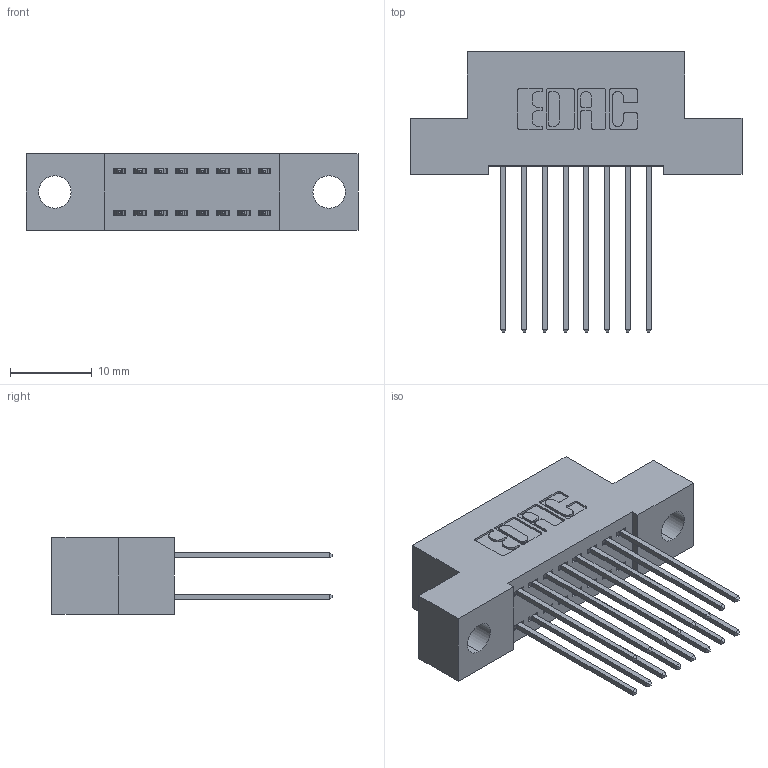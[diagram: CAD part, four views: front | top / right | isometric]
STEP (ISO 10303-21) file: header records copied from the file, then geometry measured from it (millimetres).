
FILE_DESCRIPTION (( 'STEP AP203' ), '1' );
FILE_NAME ('342-016-541-204.STEP', '2018-08-10T19:49:39', ( '' ), ( '' ), 'SwSTEP 2.0', 'SolidWorks 2016', '' );
FILE_SCHEMA (( 'CONFIG_CONTROL_DESIGN' ));
Length unit declared in the file: inch
Products named in the file (3): 342 Part_.156 TH; 345-292-001_345-293-141; 342-016-541-204
Assembly tree (17 placements, depth 2):
  342-016-541-204
    342 Part_.156 TH
    345-292-001_345-293-141  x16
Bounding box: 40.64 x 34.3 x 9.4 mm (x, y, z)
Volume: 3495.3 mm3; surface area: 5091 mm2
Topology: 17 solids, 17 shells, 942 faces, 2779 edges, 1830 vertices
Faces by surface type: plane 642, cylinder 300
Entity records: 9433 total; most frequent: CARTESIAN_POINT 1602, ORIENTED_EDGE 1538, DIRECTION 1429, EDGE_CURVE 769, VECTOR 641, LINE 641, VERTEX_POINT 510, AXIS2_PLACEMENT_3D 394
